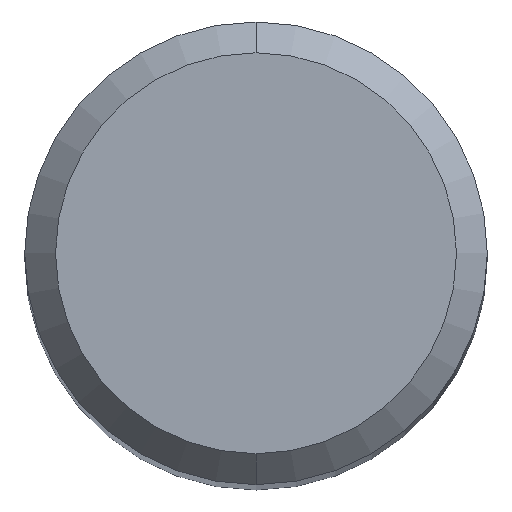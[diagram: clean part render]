
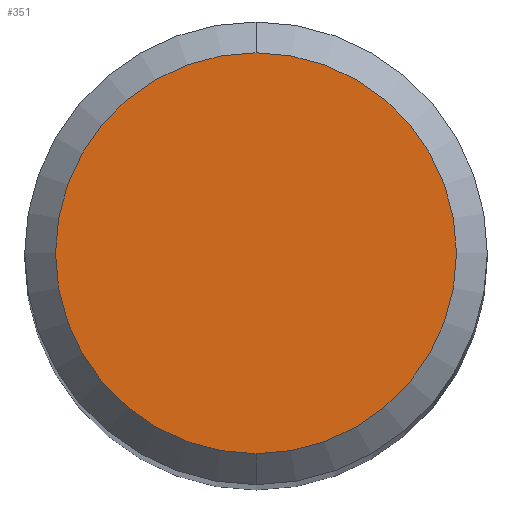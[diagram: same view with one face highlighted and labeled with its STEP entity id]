
A CAD part, top view. The second image highlights one B-rep face of the part: STEP entity #351.
In plain terms, the highlighted planar face has unit normal (0, 0, 1).
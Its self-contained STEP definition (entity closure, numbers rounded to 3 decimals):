
#267=VERTEX_POINT('',#746);
#351=ADVANCED_FACE('',(#836),#837,.T.);
#391=EDGE_CURVE('',#267,#587,#878,.T.);
#587=VERTEX_POINT('',#1096);
#719=EDGE_CURVE('',#587,#267,#1241,.T.);
#746=CARTESIAN_POINT('',(0.0,2.6,0.0));
#836=FACE_OUTER_BOUND('',#1860,.T.);
#837=PLANE('',#1861);
#878=CIRCLE('',#1948,2.6);
#1096=CARTESIAN_POINT('',(0.,-2.6,0.0));
#1241=CIRCLE('',#3795,2.6);
#1860=EDGE_LOOP('',(#3884,#3885));
#1861=AXIS2_PLACEMENT_3D('',#3886,#3887,#3888);
#1948=AXIS2_PLACEMENT_3D('',#3923,#3924,#3925);
#3795=AXIS2_PLACEMENT_3D('',#4390,#4391,#4392);
#3884=ORIENTED_EDGE('',*,*,#391,.F.);
#3885=ORIENTED_EDGE('',*,*,#719,.F.);
#3886=CARTESIAN_POINT('',(0.0,1.3,0.0));
#3887=DIRECTION('',(-0.0,0.0,1.0));
#3888=DIRECTION('',(0.0,-1.0,0.0));
#3923=CARTESIAN_POINT('',(0.0,0.0,0.0));
#3924=DIRECTION('',(0.0,0.0,-1.0));
#3925=DIRECTION('',(0.0,1.0,0.0));
#4390=CARTESIAN_POINT('',(0.0,0.0,0.0));
#4391=DIRECTION('',(0.0,0.0,-1.0));
#4392=DIRECTION('',(0.0,1.0,0.0));
